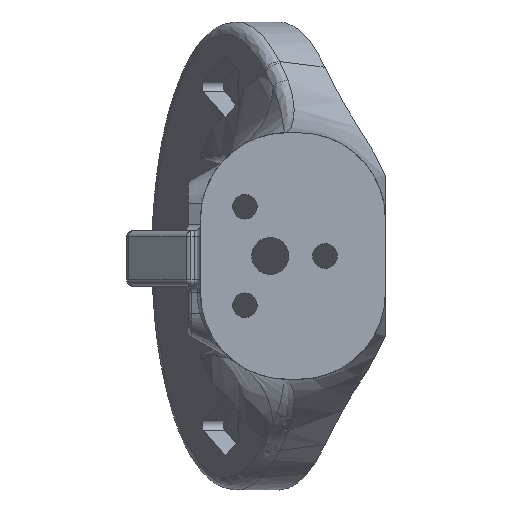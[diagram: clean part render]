
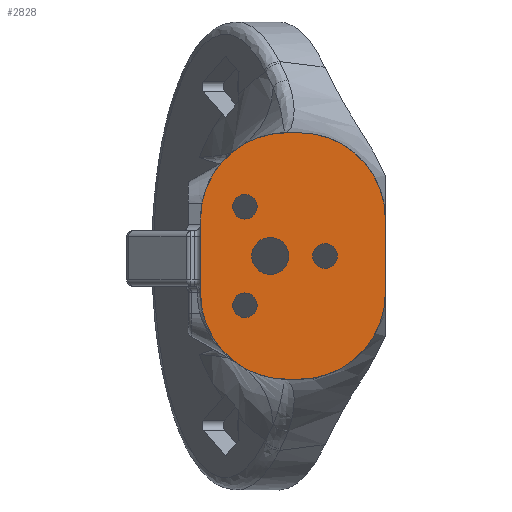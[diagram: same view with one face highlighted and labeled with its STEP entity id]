
A CAD part, front view. The second image highlights one B-rep face of the part: STEP entity #2828.
In plain terms, the highlighted planar face has unit normal (0, -1, 0).
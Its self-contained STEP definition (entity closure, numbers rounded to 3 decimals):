
#127=FACE_BOUND('',#573,.T.);
#128=FACE_BOUND('',#574,.T.);
#129=FACE_BOUND('',#575,.T.);
#130=FACE_BOUND('',#576,.T.);
#207=CIRCLE('',#2991,7.);
#220=CIRCLE('',#3039,7.);
#229=CIRCLE('',#3050,7.);
#230=CIRCLE('',#3055,7.);
#232=CIRCLE('',#3062,1.5);
#233=CIRCLE('',#3115,1.);
#234=CIRCLE('',#3116,1.);
#235=CIRCLE('',#3117,1.);
#392=FACE_OUTER_BOUND('',#572,.T.);
#572=EDGE_LOOP('',(#2535,#2536,#2537,#2538,#2539,#2540,#2541,#2542));
#573=EDGE_LOOP('',(#2543));
#574=EDGE_LOOP('',(#2544));
#575=EDGE_LOOP('',(#2545));
#576=EDGE_LOOP('',(#2546));
#708=LINE('',#4490,#926);
#748=LINE('',#4790,#966);
#798=LINE('',#5594,#1016);
#800=LINE('',#5645,#1018);
#926=VECTOR('',#3452,10.);
#966=VECTOR('',#3550,10.);
#1016=VECTOR('',#3708,10.);
#1018=VECTOR('',#3712,10.);
#1213=VERTEX_POINT('',#4487);
#1214=VERTEX_POINT('',#4489);
#1253=VERTEX_POINT('',#4644);
#1267=VERTEX_POINT('',#4786);
#1269=VERTEX_POINT('',#4789);
#1325=VERTEX_POINT('',#5173);
#1330=VERTEX_POINT('',#5587);
#1332=VERTEX_POINT('',#5593);
#1334=VERTEX_POINT('',#5659);
#1371=VERTEX_POINT('',#5800);
#1372=VERTEX_POINT('',#5802);
#1373=VERTEX_POINT('',#5804);
#1528=EDGE_CURVE('',#1214,#1213,#708,.T.);
#1575=EDGE_CURVE('',#1214,#1253,#207,.F.);
#1593=EDGE_CURVE('',#1269,#1267,#748,.T.);
#1677=EDGE_CURVE('',#1325,#1213,#220,.F.);
#1693=EDGE_CURVE('',#1269,#1330,#229,.F.);
#1696=EDGE_CURVE('',#1332,#1253,#798,.T.);
#1699=EDGE_CURVE('',#1325,#1330,#800,.F.);
#1700=EDGE_CURVE('',#1332,#1267,#230,.F.);
#1706=EDGE_CURVE('',#1334,#1334,#232,.F.);
#1776=EDGE_CURVE('',#1371,#1371,#233,.T.);
#1777=EDGE_CURVE('',#1372,#1372,#234,.F.);
#1778=EDGE_CURVE('',#1373,#1373,#235,.F.);
#2535=ORIENTED_EDGE('',*,*,#1700,.F.);
#2536=ORIENTED_EDGE('',*,*,#1696,.T.);
#2537=ORIENTED_EDGE('',*,*,#1575,.F.);
#2538=ORIENTED_EDGE('',*,*,#1528,.T.);
#2539=ORIENTED_EDGE('',*,*,#1677,.F.);
#2540=ORIENTED_EDGE('',*,*,#1699,.T.);
#2541=ORIENTED_EDGE('',*,*,#1693,.F.);
#2542=ORIENTED_EDGE('',*,*,#1593,.T.);
#2543=ORIENTED_EDGE('',*,*,#1776,.F.);
#2544=ORIENTED_EDGE('',*,*,#1777,.T.);
#2545=ORIENTED_EDGE('',*,*,#1778,.T.);
#2546=ORIENTED_EDGE('',*,*,#1706,.T.);
#2663=PLANE('',#3114);
#2828=ADVANCED_FACE('',(#392,#127,#128,#129,#130),#2663,.T.);
#2991=AXIS2_PLACEMENT_3D('',#4645,#3531,#3532);
#3039=AXIS2_PLACEMENT_3D('',#5175,#3679,#3680);
#3050=AXIS2_PLACEMENT_3D('',#5588,#3701,#3702);
#3055=AXIS2_PLACEMENT_3D('',#5647,#3715,#3716);
#3062=AXIS2_PLACEMENT_3D('',#5660,#3733,#3734);
#3114=AXIS2_PLACEMENT_3D('',#5799,#3888,#3889);
#3115=AXIS2_PLACEMENT_3D('',#5801,#3890,#3891);
#3116=AXIS2_PLACEMENT_3D('',#5803,#3892,#3893);
#3117=AXIS2_PLACEMENT_3D('',#5805,#3894,#3895);
#3452=DIRECTION('',(0.,0.,-1.));
#3531=DIRECTION('center_axis',(0.,-1.,0.));
#3532=DIRECTION('ref_axis',(-0.707,0.,0.707));
#3550=DIRECTION('',(0.,0.,1.));
#3679=DIRECTION('center_axis',(0.,-1.,0.));
#3680=DIRECTION('ref_axis',(-0.707,0.,-0.707));
#3701=DIRECTION('center_axis',(0.,-1.,0.));
#3702=DIRECTION('ref_axis',(0.707,0.,-0.707));
#3708=DIRECTION('',(-1.,0.,0.));
#3712=DIRECTION('',(-1.,0.,0.));
#3715=DIRECTION('center_axis',(0.,-1.,0.));
#3716=DIRECTION('ref_axis',(0.707,0.,0.707));
#3733=DIRECTION('center_axis',(0.,-1.,0.));
#3734=DIRECTION('ref_axis',(-1.,0.,0.));
#3888=DIRECTION('center_axis',(0.,-1.,0.));
#3889=DIRECTION('ref_axis',(1.,0.,0.));
#3890=DIRECTION('center_axis',(0.,-1.,0.));
#3891=DIRECTION('ref_axis',(-1.,0.,0.));
#3892=DIRECTION('center_axis',(0.,-1.,0.));
#3893=DIRECTION('ref_axis',(-1.,0.,0.));
#3894=DIRECTION('center_axis',(0.,-1.,0.));
#3895=DIRECTION('ref_axis',(-1.,0.,0.));
#4487=CARTESIAN_POINT('',(128.68,30.275,209.));
#4489=CARTESIAN_POINT('',(128.68,30.275,215.));
#4490=CARTESIAN_POINT('',(128.68,30.275,202.));
#4644=CARTESIAN_POINT('',(135.68,30.275,222.));
#4645=CARTESIAN_POINT('Origin',(135.68,30.275,215.));
#4786=CARTESIAN_POINT('',(143.68,30.275,215.));
#4789=CARTESIAN_POINT('',(143.68,30.275,209.));
#4790=CARTESIAN_POINT('',(143.68,30.275,202.));
#5173=CARTESIAN_POINT('',(135.68,30.275,202.));
#5175=CARTESIAN_POINT('Origin',(135.68,30.275,209.));
#5587=CARTESIAN_POINT('',(136.68,30.275,202.));
#5588=CARTESIAN_POINT('Origin',(136.68,30.275,209.));
#5593=CARTESIAN_POINT('',(136.68,30.275,222.));
#5594=CARTESIAN_POINT('',(79.978,30.275,222.));
#5645=CARTESIAN_POINT('',(79.978,30.275,202.));
#5647=CARTESIAN_POINT('Origin',(136.68,30.275,215.));
#5659=CARTESIAN_POINT('',(135.835,30.275,212.));
#5660=CARTESIAN_POINT('Origin',(134.335,30.275,212.));
#5799=CARTESIAN_POINT('Origin',(128.68,30.275,202.));
#5800=CARTESIAN_POINT('',(139.792,30.275,212.));
#5801=CARTESIAN_POINT('Origin',(138.792,30.275,212.));
#5802=CARTESIAN_POINT('',(133.275,30.275,216.));
#5803=CARTESIAN_POINT('Origin',(132.275,30.275,216.));
#5804=CARTESIAN_POINT('',(133.275,30.275,208.));
#5805=CARTESIAN_POINT('Origin',(132.275,30.275,208.));
